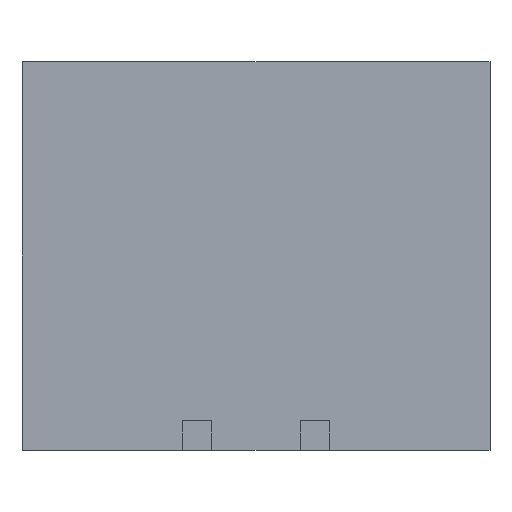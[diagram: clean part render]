
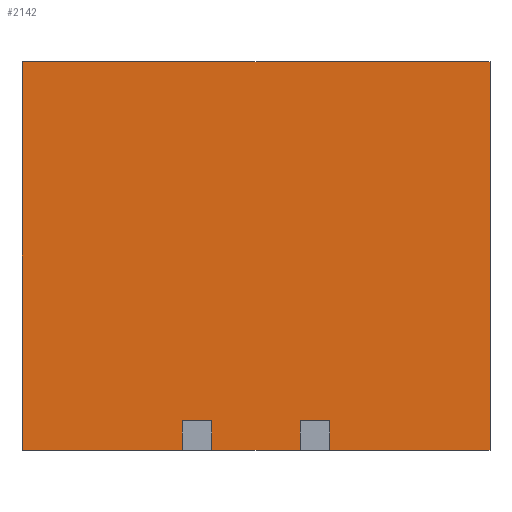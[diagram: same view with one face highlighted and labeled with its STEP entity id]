
A CAD part, front view. The second image highlights one B-rep face of the part: STEP entity #2142.
In plain terms, the highlighted planar face has unit normal (0, -1, 0).
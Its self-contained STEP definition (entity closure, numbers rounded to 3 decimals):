
#930=CARTESIAN_POINT('',(-1.25,-5.0,0.5));
#931=VERTEX_POINT('',#930);
#932=CARTESIAN_POINT('',(-0.75,-5.0,0.5));
#933=VERTEX_POINT('',#932);
#934=CARTESIAN_POINT('',(-1.0,-5.0,0.5));
#935=DIRECTION('',(1.0,0.0,0.0));
#936=VECTOR('',#935,1.0);
#937=LINE('',#934,#936);
#938=EDGE_CURVE('n� 1426',#931,#933,#937,.T.);
#970=CARTESIAN_POINT('',(0.75,-5.0,0.5));
#971=VERTEX_POINT('',#970);
#972=CARTESIAN_POINT('',(1.25,-5.0,0.5));
#973=VERTEX_POINT('',#972);
#974=CARTESIAN_POINT('',(1.0,-5.0,0.5));
#975=DIRECTION('',(1.0,0.0,0.0));
#976=VECTOR('',#975,1.0);
#977=LINE('',#974,#976);
#978=EDGE_CURVE('n� 1405',#971,#973,#977,.T.);
#1404=CARTESIAN_POINT('',(-1.25,-5.,-0.0));
#1405=VERTEX_POINT('',#1404);
#1406=CARTESIAN_POINT('',(-1.25,-5.0,0.25));
#1407=DIRECTION('',(0.0,0.,-1.0));
#1408=VECTOR('',#1407,1.0);
#1409=LINE('',#1406,#1408);
#1410=EDGE_CURVE('n� 1073',#931,#1405,#1409,.T.);
#1451=CARTESIAN_POINT('',(-0.75,-5.,-0.0));
#1452=VERTEX_POINT('',#1451);
#1459=CARTESIAN_POINT('',(-0.75,-5.0,0.25));
#1460=DIRECTION('',(0.0,0.,1.0));
#1461=VECTOR('',#1460,1.0);
#1462=LINE('',#1459,#1461);
#1463=EDGE_CURVE('n� 1031',#1452,#933,#1462,.T.);
#1483=CARTESIAN_POINT('',(0.75,-5.,-0.0));
#1484=VERTEX_POINT('',#1483);
#1485=CARTESIAN_POINT('',(0.75,-5.0,0.25));
#1486=DIRECTION('',(0.0,0.,-1.0));
#1487=VECTOR('',#1486,1.0);
#1488=LINE('',#1485,#1487);
#1489=EDGE_CURVE('n� 1010',#971,#1484,#1488,.T.);
#1530=CARTESIAN_POINT('',(1.25,-5.,-0.0));
#1531=VERTEX_POINT('',#1530);
#1538=CARTESIAN_POINT('',(1.25,-5.0,0.25));
#1539=DIRECTION('',(0.0,0.,1.0));
#1540=VECTOR('',#1539,1.0);
#1541=LINE('',#1538,#1540);
#1542=EDGE_CURVE('n� 968',#1531,#973,#1541,.T.);
#1883=CARTESIAN_POINT('',(-3.975,-5.0,6.6));
#1884=VERTEX_POINT('',#1883);
#1891=CARTESIAN_POINT('',(3.975,-5.0,6.6));
#1892=VERTEX_POINT('',#1891);
#1893=CARTESIAN_POINT('',(0.0,-5.0,6.6));
#1894=DIRECTION('',(1.0,0.0,0.0));
#1895=VECTOR('',#1894,1.0);
#1896=LINE('',#1893,#1895);
#1897=EDGE_CURVE('n� 364',#1884,#1892,#1896,.T.);
#1917=CARTESIAN_POINT('',(3.975,-5.,-0.0));
#1918=VERTEX_POINT('',#1917);
#1919=CARTESIAN_POINT('',(3.975,-5.0,3.3));
#1920=DIRECTION('',(0.0,0.,-1.0));
#1921=VECTOR('',#1920,1.0);
#1922=LINE('',#1919,#1921);
#1923=EDGE_CURVE('n� 363',#1892,#1918,#1922,.T.);
#1942=CARTESIAN_POINT('',(0.0,-5.0,-0.0));
#1943=DIRECTION('',(-1.0,-0.0,-0.0));
#1944=VECTOR('',#1943,1.0);
#1945=LINE('',#1942,#1944);
#1946=EDGE_CURVE('n� 370',#1484,#1452,#1945,.T.);
#1951=CARTESIAN_POINT('',(-3.975,-5.,-0.0));
#1952=VERTEX_POINT('',#1951);
#1953=CARTESIAN_POINT('',(0.0,-5.0,-0.0));
#1954=DIRECTION('',(-1.0,0.,0.0));
#1955=VECTOR('',#1954,1.0);
#1956=LINE('',#1953,#1955);
#1957=EDGE_CURVE('n� 366',#1405,#1952,#1956,.T.);
#1987=CARTESIAN_POINT('',(0.0,-5.0,-0.0));
#1988=DIRECTION('',(-1.0,-0.0,-0.0));
#1989=VECTOR('',#1988,1.0);
#1990=LINE('',#1987,#1989);
#1991=EDGE_CURVE('n� 362',#1918,#1531,#1990,.T.);
#2118=ORIENTED_EDGE('',*,*,#1542,.F.);
#2119=ORIENTED_EDGE('',*,*,#1991,.F.);
#2120=ORIENTED_EDGE('',*,*,#1923,.F.);
#2121=ORIENTED_EDGE('',*,*,#1897,.F.);
#2122=CARTESIAN_POINT('',(-3.975,-5.0,3.3));
#2123=DIRECTION('',(0.0,0.,1.0));
#2124=VECTOR('',#2123,1.0);
#2125=LINE('',#2122,#2124);
#2126=EDGE_CURVE('n� 247',#1952,#1884,#2125,.T.);
#2127=ORIENTED_EDGE('',*,*,#2126,.F.);
#2128=ORIENTED_EDGE('',*,*,#1957,.F.);
#2129=ORIENTED_EDGE('',*,*,#1410,.F.);
#2130=ORIENTED_EDGE('',*,*,#938,.T.);
#2131=ORIENTED_EDGE('',*,*,#1463,.F.);
#2132=ORIENTED_EDGE('',*,*,#1946,.F.);
#2133=ORIENTED_EDGE('',*,*,#1489,.F.);
#2134=ORIENTED_EDGE('',*,*,#978,.T.);
#2135=EDGE_LOOP('',(
    #2118,#2119,#2120,#2121,#2127,#2128,#2129,#2130,#2131,#2132,
    #2133,#2134));
#2136=FACE_OUTER_BOUND('',#2135,.T.);
#2137=CARTESIAN_POINT('',(3.975,-5.0,-0.0));
#2138=DIRECTION('',(-0.0,1.0,0.0));
#2139=DIRECTION('',(-1.0,-0.0,-0.0));
#2140=AXIS2_PLACEMENT_3D('',#2137,#2138,#2139);
#2141=PLANE('',#2140);
#2142=ADVANCED_FACE('n� 357',(#2136),#2141,.F.);
